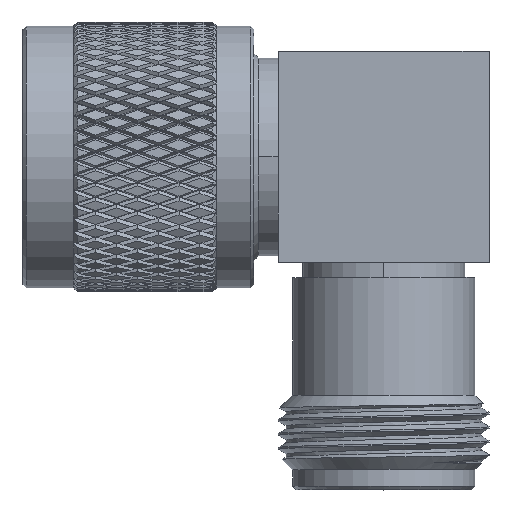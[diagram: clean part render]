
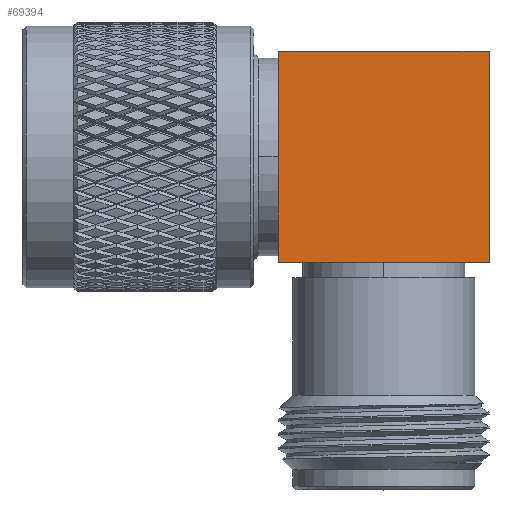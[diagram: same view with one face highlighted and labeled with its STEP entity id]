
A CAD part, top view. The second image highlights one B-rep face of the part: STEP entity #69394.
In plain terms, the highlighted planar face has unit normal (0, 0, 1).
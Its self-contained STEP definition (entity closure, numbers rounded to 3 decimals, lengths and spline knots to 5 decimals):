
#1296 = EDGE_CURVE ( 'NONE', #82565, #41964, #41520, .T. ) ;
#5554 = LINE ( 'NONE', #32255, #33547 ) ;
#6170 = CARTESIAN_POINT ( 'NONE',  ( 0.3125, -0.3125, 0.3125 ) ) ;
#6536 = DIRECTION ( 'NONE',  ( 0., -1., 0. ) ) ;
#8909 = ORIENTED_EDGE ( 'NONE', *, *, #1296, .T. ) ;
#12240 = DIRECTION ( 'NONE',  ( -1., 0., 0. ) ) ;
#13987 = PLANE ( 'NONE',  #81996 ) ;
#15168 = CARTESIAN_POINT ( 'NONE',  ( 0.3125, -0.3125, 0.3125 ) ) ;
#15614 = DIRECTION ( 'NONE',  ( 0., 1., 0. ) ) ;
#15839 = ORIENTED_EDGE ( 'NONE', *, *, #33028, .T. ) ;
#19605 = CARTESIAN_POINT ( 'NONE',  ( -0.3125, 0.3125, 0.3125 ) ) ;
#24632 = ORIENTED_EDGE ( 'NONE', *, *, #81137, .T. ) ;
#24655 = EDGE_CURVE ( 'NONE', #51342, #69544, #28530, .T. ) ;
#28298 = LINE ( 'NONE', #19605, #36500 ) ;
#28530 = LINE ( 'NONE', #15168, #73231 ) ;
#32255 = CARTESIAN_POINT ( 'NONE',  ( -0.3125, -0.3125, 0.3125 ) ) ;
#33028 = EDGE_CURVE ( 'NONE', #41964, #51342, #5554, .T. ) ;
#33547 = VECTOR ( 'NONE', #45592, 39.37008 ) ;
#35603 = DIRECTION ( 'NONE',  ( 0., 0., -1. ) ) ;
#36500 = VECTOR ( 'NONE', #12240, 39.37008 ) ;
#38114 = ORIENTED_EDGE ( 'NONE', *, *, #24655, .T. ) ;
#41520 = LINE ( 'NONE', #69557, #72340 ) ;
#41964 = VERTEX_POINT ( 'NONE', #60620 ) ;
#45592 = DIRECTION ( 'NONE',  ( 1., 0., 0. ) ) ;
#49372 = CARTESIAN_POINT ( 'NONE',  ( 0., 0., 0.3125 ) ) ;
#51342 = VERTEX_POINT ( 'NONE', #6170 ) ;
#51487 = EDGE_LOOP ( 'NONE', ( #38114, #24632, #8909, #15839 ) ) ;
#54399 = CARTESIAN_POINT ( 'NONE',  ( 0.3125, 0.3125, 0.3125 ) ) ;
#60620 = CARTESIAN_POINT ( 'NONE',  ( -0.3125, -0.3125, 0.3125 ) ) ;
#69394 = ADVANCED_FACE ( 'NONE', ( #76996 ), #13987, .F. ) ;
#69544 = VERTEX_POINT ( 'NONE', #54399 ) ;
#69557 = CARTESIAN_POINT ( 'NONE',  ( -0.3125, -0.3125, 0.3125 ) ) ;
#70552 = DIRECTION ( 'NONE',  ( 0., -1., 0. ) ) ;
#72340 = VECTOR ( 'NONE', #6536, 39.37008 ) ;
#73231 = VECTOR ( 'NONE', #15614, 39.37008 ) ;
#76511 = CARTESIAN_POINT ( 'NONE',  ( -0.3125, 0.3125, 0.3125 ) ) ;
#76996 = FACE_OUTER_BOUND ( 'NONE', #51487, .T. ) ;
#81137 = EDGE_CURVE ( 'NONE', #69544, #82565, #28298, .T. ) ;
#81996 = AXIS2_PLACEMENT_3D ( 'NONE', #49372, #35603, #70552 ) ;
#82565 = VERTEX_POINT ( 'NONE', #76511 ) ;
